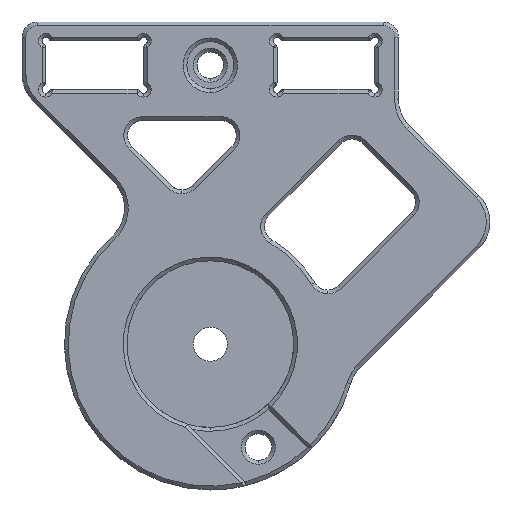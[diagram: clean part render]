
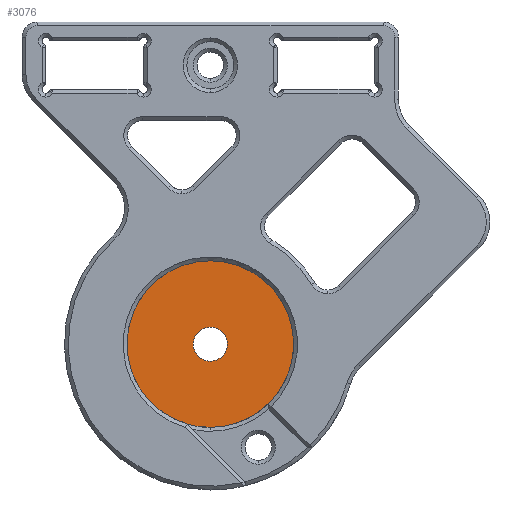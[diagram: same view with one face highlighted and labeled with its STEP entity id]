
A CAD part, front view. The second image highlights one B-rep face of the part: STEP entity #3076.
In plain terms, the highlighted planar face has unit normal (0, -1, 0).
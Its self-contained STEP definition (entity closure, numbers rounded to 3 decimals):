
#13 = CARTESIAN_POINT ( 'NONE',  ( 24.825, 6.5, -44.75 ) ) ;
#79 = CARTESIAN_POINT ( 'NONE',  ( 24.825, 6.5, -42.5 ) ) ;
#258 = AXIS2_PLACEMENT_3D ( 'NONE', #5346, #2420, #2982 ) ;
#306 = CARTESIAN_POINT ( 'NONE',  ( 24.825, 6.5, -42.5 ) ) ;
#555 = FACE_BOUND ( 'NONE', #7590, .T. ) ;
#631 = EDGE_CURVE ( 'NONE', #4784, #4861, #5154, .T. ) ;
#719 = CARTESIAN_POINT ( 'NONE',  ( 24.825, 6.5, -42.5 ) ) ;
#891 = DIRECTION ( 'NONE',  ( 0., -1., 0. ) ) ;
#966 = AXIS2_PLACEMENT_3D ( 'NONE', #1183, #5261, #4080 ) ;
#1183 = CARTESIAN_POINT ( 'NONE',  ( 24.825, 6.5, -42.5 ) ) ;
#1598 = EDGE_CURVE ( 'NONE', #4861, #4784, #4605, .T. ) ;
#1705 = ORIENTED_EDGE ( 'NONE', *, *, #1598, .F. ) ;
#1732 = DIRECTION ( 'NONE',  ( 0., 0., -1. ) ) ;
#1760 = DIRECTION ( 'NONE',  ( 0., -1., 0. ) ) ;
#1943 = CIRCLE ( 'NONE', #5269, 10.995 ) ;
#2003 = EDGE_CURVE ( 'NONE', #2629, #3758, #1943, .T. ) ;
#2420 = DIRECTION ( 'NONE',  ( 0., -1., 0. ) ) ;
#2629 = VERTEX_POINT ( 'NONE', #2799 ) ;
#2799 = CARTESIAN_POINT ( 'NONE',  ( 24.825, 6.5, -31.505 ) ) ;
#2810 = ORIENTED_EDGE ( 'NONE', *, *, #2003, .T. ) ;
#2913 = CARTESIAN_POINT ( 'NONE',  ( 24.825, 6.5, -53.495 ) ) ;
#2966 = CARTESIAN_POINT ( 'NONE',  ( 24.825, 6.5, -40.25 ) ) ;
#2982 = DIRECTION ( 'NONE',  ( 0., 0., -1. ) ) ;
#2993 = ORIENTED_EDGE ( 'NONE', *, *, #631, .F. ) ;
#3001 = EDGE_LOOP ( 'NONE', ( #6195, #2810 ) ) ;
#3040 = FACE_OUTER_BOUND ( 'NONE', #3001, .T. ) ;
#3062 = PLANE ( 'NONE',  #6249 ) ;
#3076 = ADVANCED_FACE ( 'NONE', ( #555, #3040 ), #3062, .T. ) ;
#3758 = VERTEX_POINT ( 'NONE', #2913 ) ;
#3827 = AXIS2_PLACEMENT_3D ( 'NONE', #306, #891, #3842 ) ;
#3842 = DIRECTION ( 'NONE',  ( 0., 0., -1. ) ) ;
#4080 = DIRECTION ( 'NONE',  ( 0., 0., -1. ) ) ;
#4605 = CIRCLE ( 'NONE', #966, 2.25 ) ;
#4784 = VERTEX_POINT ( 'NONE', #2966 ) ;
#4861 = VERTEX_POINT ( 'NONE', #13 ) ;
#5154 = CIRCLE ( 'NONE', #258, 2.25 ) ;
#5261 = DIRECTION ( 'NONE',  ( 0., -1., 0. ) ) ;
#5269 = AXIS2_PLACEMENT_3D ( 'NONE', #79, #1760, #1732 ) ;
#5289 = EDGE_CURVE ( 'NONE', #3758, #2629, #6734, .T. ) ;
#5346 = CARTESIAN_POINT ( 'NONE',  ( 24.825, 6.5, -42.5 ) ) ;
#5938 = DIRECTION ( 'NONE',  ( 0., 0., -1. ) ) ;
#6195 = ORIENTED_EDGE ( 'NONE', *, *, #5289, .T. ) ;
#6249 = AXIS2_PLACEMENT_3D ( 'NONE', #719, #7129, #5938 ) ;
#6734 = CIRCLE ( 'NONE', #3827, 10.995 ) ;
#7129 = DIRECTION ( 'NONE',  ( 0., -1., 0. ) ) ;
#7590 = EDGE_LOOP ( 'NONE', ( #2993, #1705 ) ) ;
